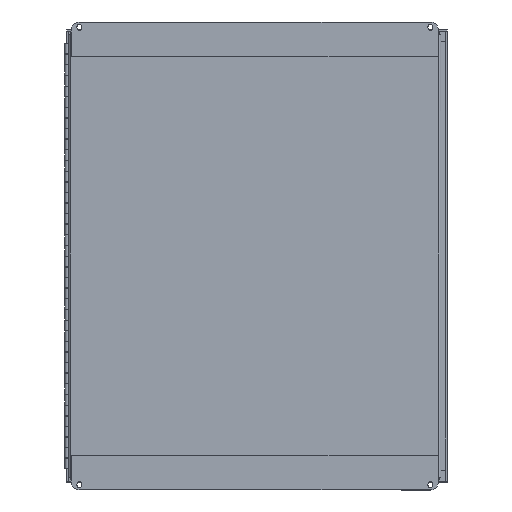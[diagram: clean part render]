
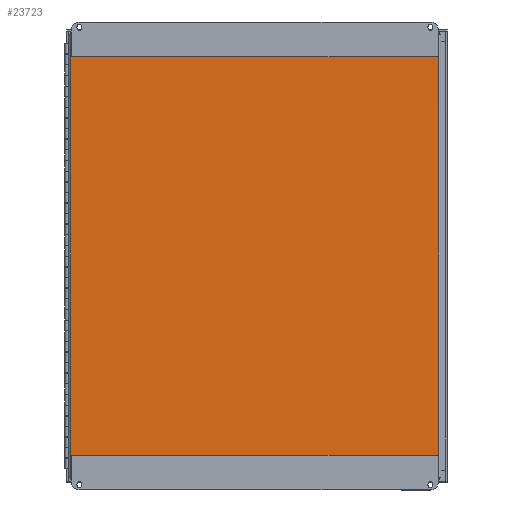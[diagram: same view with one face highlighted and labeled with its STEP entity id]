
A CAD part, top view. The second image highlights one B-rep face of the part: STEP entity #23723.
In plain terms, the highlighted face is planar.
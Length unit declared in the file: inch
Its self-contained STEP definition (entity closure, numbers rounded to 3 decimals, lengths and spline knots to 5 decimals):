
#2375=FACE_OUTER_BOUND('',#3650,.T.);
#3650=EDGE_LOOP('',(#19267,#19268,#19269,#19270));
#6097=LINE('',#37177,#8583);
#6102=LINE('',#37256,#8588);
#6107=LINE('',#37335,#8593);
#6112=LINE('',#37413,#8598);
#8583=VECTOR('',#30224,17.2895);
#8588=VECTOR('',#30235,20.7895);
#8593=VECTOR('',#30248,20.7895);
#8598=VECTOR('',#30261,17.2895);
#10678=VERTEX_POINT('',#37168);
#10679=VERTEX_POINT('',#37176);
#10682=VERTEX_POINT('',#37255);
#10684=VERTEX_POINT('',#37327);
#13637=EDGE_CURVE('',#10679,#10678,#6097,.T.);
#13646=EDGE_CURVE('',#10682,#10679,#6102,.T.);
#13655=EDGE_CURVE('',#10678,#10684,#6107,.T.);
#13664=EDGE_CURVE('',#10684,#10682,#6112,.T.);
#19267=ORIENTED_EDGE('',*,*,#13637,.T.);
#19268=ORIENTED_EDGE('',*,*,#13655,.T.);
#19269=ORIENTED_EDGE('',*,*,#13664,.T.);
#19270=ORIENTED_EDGE('',*,*,#13646,.T.);
#21598=PLANE('',#25275);
#23723=ADVANCED_FACE('',(#2375),#21598,.F.);
#25275=AXIS2_PLACEMENT_3D('',#37480,#30270,#30271);
#30224=DIRECTION('',(-1.,0.,0.));
#30235=DIRECTION('',(0.,-1.,0.));
#30248=DIRECTION('',(0.,1.,0.));
#30261=DIRECTION('',(1.,0.,0.));
#30270=DIRECTION('center_axis',(0.,0.,1.));
#30271=DIRECTION('ref_axis',(1.,0.,0.));
#37168=CARTESIAN_POINT('',(0.10525,0.10525,0.));
#37176=CARTESIAN_POINT('',(17.39475,0.10525,0.));
#37177=CARTESIAN_POINT('',(13.07238,0.10525,0.));
#37255=CARTESIAN_POINT('',(17.39475,20.89475,0.));
#37256=CARTESIAN_POINT('',(17.39475,15.69738,0.));
#37327=CARTESIAN_POINT('',(0.10525,20.89475,0.));
#37335=CARTESIAN_POINT('',(0.10525,5.30263,0.));
#37413=CARTESIAN_POINT('',(4.42762,20.89475,0.));
#37480=CARTESIAN_POINT('Origin',(8.75,10.5,0.));
